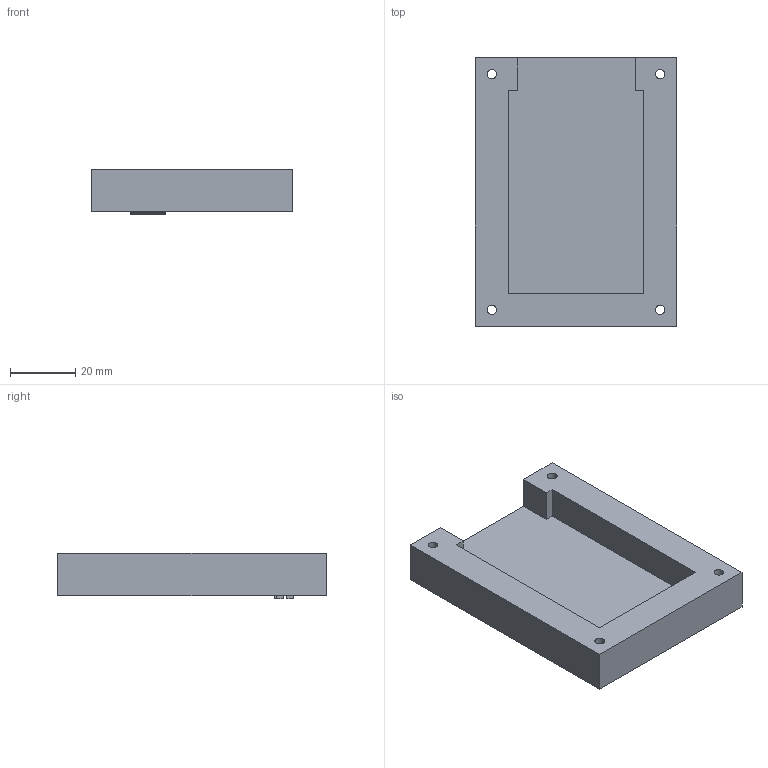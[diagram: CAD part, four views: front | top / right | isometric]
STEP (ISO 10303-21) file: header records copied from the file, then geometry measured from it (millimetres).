
FILE_DESCRIPTION(/* description */ (''),/* implementation_level */ '2;1');
FILE_NAME(/* name */ 'Hackpad Case (No top it''s open).step',/* time_stamp */ '2026-02-05T17:22:13-10:00',/* author */ (''),/* organization */ (''),/* preprocessor_version */ 'ST-DEVELOPER v20.1',/* originating_system */ 'Autodesk Translation Framework v14.24.0.0',/* authorisation */ '');
FILE_SCHEMA (('AUTOMOTIVE_DESIGN { 1 0 10303 214 3 1 1 }'));
Length unit declared in the file: millimetre
Products named in the file (1): 2026-02-04-17-29-22-272
Bounding box: 61.5 x 82 x 14 mm (x, y, z)
Volume: 35898.2 mm3; surface area: 15901 mm2
Topology: 1 solids, 1 shells, 308 faces, 855 edges, 570 vertices
Faces by surface type: bspline 200, plane 104, cylinder 4
Full cylindrical faces by diameter (mm): 2.9 x4
Entity records: 11696 total; most frequent: CARTESIAN_POINT 5134, ORIENTED_EDGE 1710, EDGE_CURVE 855, DIRECTION 681, VERTEX_POINT 570, LINE 447, VECTOR 447, B_SPLINE_CURVE_WITH_KNOTS 400
